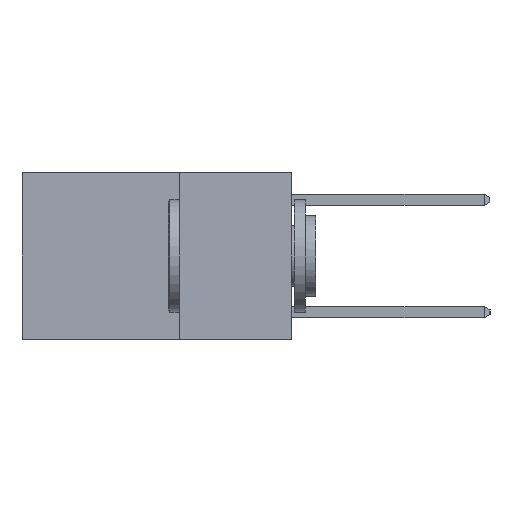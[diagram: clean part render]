
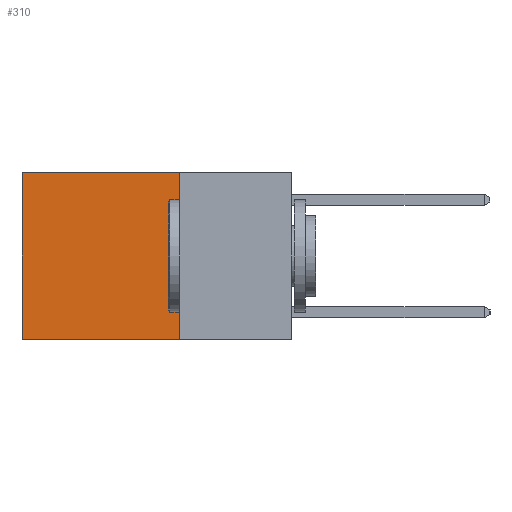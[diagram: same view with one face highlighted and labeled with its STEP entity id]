
A CAD part, left-side view. The second image highlights one B-rep face of the part: STEP entity #310.
In plain terms, the highlighted planar face has unit normal (-1, 0, 0).
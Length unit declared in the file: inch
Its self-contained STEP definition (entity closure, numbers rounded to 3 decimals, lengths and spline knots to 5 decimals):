
#288 = LINE ( 'NONE', #738, #5814 ) ;
#310 = ADVANCED_FACE ( 'NONE', ( #3127 ), #6710, .F. ) ;
#399 = DIRECTION ( 'NONE',  ( 0., 1., 0. ) ) ;
#738 = CARTESIAN_POINT ( 'NONE',  ( 0.2625, 0.6, 0. ) ) ;
#971 = VECTOR ( 'NONE', #8963, 39.37008 ) ;
#1241 = DIRECTION ( 'NONE',  ( 1., 0., 0. ) ) ;
#1418 = LINE ( 'NONE', #1775, #971 ) ;
#1775 = CARTESIAN_POINT ( 'NONE',  ( 0.2625, 0.25, -0.37 ) ) ;
#1776 = ORIENTED_EDGE ( 'NONE', *, *, #5411, .T. ) ;
#2153 = EDGE_CURVE ( 'NONE', #5066, #7251, #4089, .T. ) ;
#2617 = EDGE_CURVE ( 'NONE', #8809, #7470, #288, .T. ) ;
#3127 = FACE_OUTER_BOUND ( 'NONE', #4917, .T. ) ;
#3431 = CARTESIAN_POINT ( 'NONE',  ( 0.2625, 0.25, 0. ) ) ;
#3569 = DIRECTION ( 'NONE',  ( 0., 0., -1. ) ) ;
#3695 = VECTOR ( 'NONE', #399, 39.37008 ) ;
#4089 = LINE ( 'NONE', #5653, #7518 ) ;
#4256 = CARTESIAN_POINT ( 'NONE',  ( 0.2625, 0.25, 0. ) ) ;
#4264 = DIRECTION ( 'NONE',  ( 0., 0., -1. ) ) ;
#4773 = CARTESIAN_POINT ( 'NONE',  ( 0.2625, 0.6, -0.37 ) ) ;
#4917 = EDGE_LOOP ( 'NONE', ( #8640, #8463, #8523, #1776 ) ) ;
#5066 = VERTEX_POINT ( 'NONE', #4256 ) ;
#5411 = EDGE_CURVE ( 'NONE', #5066, #8809, #5623, .T. ) ;
#5623 = LINE ( 'NONE', #7580, #3695 ) ;
#5653 = CARTESIAN_POINT ( 'NONE',  ( 0.2625, 0.25, 0. ) ) ;
#5814 = VECTOR ( 'NONE', #3569, 39.37008 ) ;
#5915 = DIRECTION ( 'NONE',  ( 0., 0., -1. ) ) ;
#6710 = PLANE ( 'NONE',  #8486 ) ;
#7251 = VERTEX_POINT ( 'NONE', #7458 ) ;
#7458 = CARTESIAN_POINT ( 'NONE',  ( 0.2625, 0.25, -0.37 ) ) ;
#7470 = VERTEX_POINT ( 'NONE', #4773 ) ;
#7490 = CARTESIAN_POINT ( 'NONE',  ( 0.2625, 0.6, 0. ) ) ;
#7518 = VECTOR ( 'NONE', #5915, 39.37008 ) ;
#7580 = CARTESIAN_POINT ( 'NONE',  ( 0.2625, 0.25, 0. ) ) ;
#7909 = EDGE_CURVE ( 'NONE', #7251, #7470, #1418, .T. ) ;
#8463 = ORIENTED_EDGE ( 'NONE', *, *, #7909, .F. ) ;
#8486 = AXIS2_PLACEMENT_3D ( 'NONE', #3431, #1241, #4264 ) ;
#8523 = ORIENTED_EDGE ( 'NONE', *, *, #2153, .F. ) ;
#8640 = ORIENTED_EDGE ( 'NONE', *, *, #2617, .T. ) ;
#8809 = VERTEX_POINT ( 'NONE', #7490 ) ;
#8963 = DIRECTION ( 'NONE',  ( 0., 1., 0. ) ) ;
